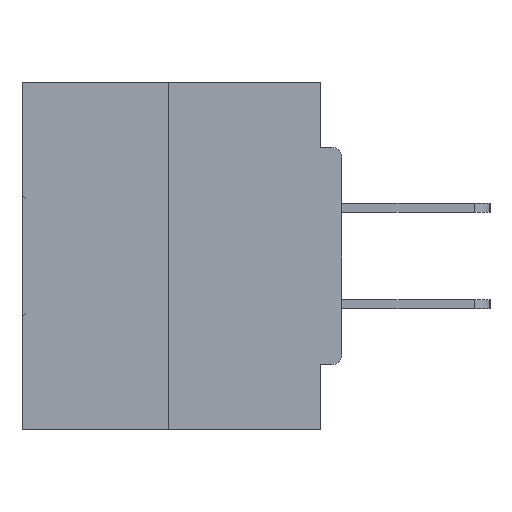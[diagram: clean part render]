
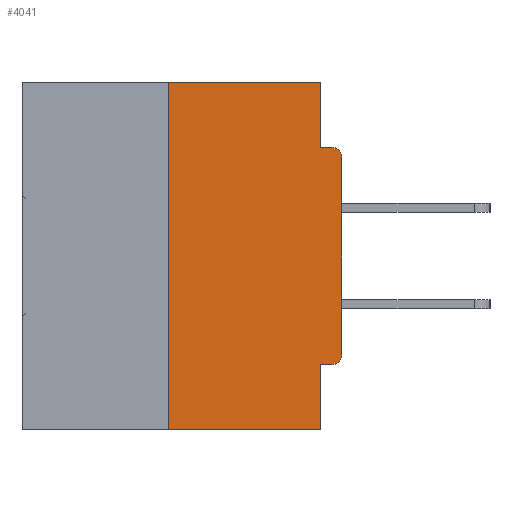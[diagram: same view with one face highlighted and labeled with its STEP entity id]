
A CAD part, left-side view. The second image highlights one B-rep face of the part: STEP entity #4041.
In plain terms, the highlighted planar face has unit normal (-1, 0, 0).
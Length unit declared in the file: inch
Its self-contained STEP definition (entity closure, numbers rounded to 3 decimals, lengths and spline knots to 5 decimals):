
#286 = FACE_OUTER_BOUND ( 'NONE', #27876, .T. ) ;
#392 = ORIENTED_EDGE ( 'NONE', *, *, #32842, .F. ) ;
#714 = CIRCLE ( 'NONE', #33928, 0.015 ) ;
#2088 = LINE ( 'NONE', #8844, #35765 ) ;
#2155 = CARTESIAN_POINT ( 'NONE',  ( 0., 0.015, -0.1085 ) ) ;
#2501 = VERTEX_POINT ( 'NONE', #24690 ) ;
#2892 = LINE ( 'NONE', #39089, #42691 ) ;
#2964 = DIRECTION ( 'NONE',  ( 0., -1., 0. ) ) ;
#3232 = DIRECTION ( 'NONE',  ( 0., 1., 0. ) ) ;
#3622 = DIRECTION ( 'NONE',  ( 0., 0., -1. ) ) ;
#4041 = ADVANCED_FACE ( 'NONE', ( #286 ), #16370, .F. ) ;
#4506 = AXIS2_PLACEMENT_3D ( 'NONE', #7861, #37752, #24147 ) ;
#4866 = ORIENTED_EDGE ( 'NONE', *, *, #18011, .F. ) ;
#5103 = ORIENTED_EDGE ( 'NONE', *, *, #39524, .F. ) ;
#5266 = EDGE_CURVE ( 'NONE', #16919, #12753, #714, .T. ) ;
#5588 = AXIS2_PLACEMENT_3D ( 'NONE', #6504, #32370, #9571 ) ;
#5749 = VERTEX_POINT ( 'NONE', #21009 ) ;
#6052 = ORIENTED_EDGE ( 'NONE', *, *, #5266, .T. ) ;
#6499 = EDGE_CURVE ( 'NONE', #36762, #25673, #16182, .T. ) ;
#6504 = CARTESIAN_POINT ( 'NONE',  ( 0., 0.46, 0. ) ) ;
#7861 = CARTESIAN_POINT ( 'NONE',  ( 0., 0.015, -0.3915 ) ) ;
#8567 = VERTEX_POINT ( 'NONE', #39842 ) ;
#8645 = VECTOR ( 'NONE', #3622, 39.37008 ) ;
#8844 = CARTESIAN_POINT ( 'NONE',  ( 0., 0.46, 0. ) ) ;
#9571 = DIRECTION ( 'NONE',  ( 0., 0., -1. ) ) ;
#12609 = VECTOR ( 'NONE', #30820, 39.37008 ) ;
#12753 = VERTEX_POINT ( 'NONE', #36086 ) ;
#13564 = DIRECTION ( 'NONE',  ( 0., 0., 1. ) ) ;
#13874 = CARTESIAN_POINT ( 'NONE',  ( 0., 0., 0. ) ) ;
#15672 = ORIENTED_EDGE ( 'NONE', *, *, #19110, .T. ) ;
#16182 = LINE ( 'NONE', #37814, #25959 ) ;
#16370 = PLANE ( 'NONE',  #5588 ) ;
#16474 = VECTOR ( 'NONE', #19228, 39.37008 ) ;
#16919 = VERTEX_POINT ( 'NONE', #36633 ) ;
#17024 = VECTOR ( 'NONE', #13564, 39.37008 ) ;
#18011 = EDGE_CURVE ( 'NONE', #5749, #12753, #2892, .T. ) ;
#19110 = EDGE_CURVE ( 'NONE', #22341, #23856, #27630, .T. ) ;
#19129 = DIRECTION ( 'NONE',  ( -1., 0., 0. ) ) ;
#19228 = DIRECTION ( 'NONE',  ( 0., 0., 1. ) ) ;
#21009 = CARTESIAN_POINT ( 'NONE',  ( 0., 0.031, -0.0935 ) ) ;
#21183 = ORIENTED_EDGE ( 'NONE', *, *, #6499, .T. ) ;
#21837 = DIRECTION ( 'NONE',  ( 0., -1., 0. ) ) ;
#22143 = ORIENTED_EDGE ( 'NONE', *, *, #36843, .F. ) ;
#22341 = VERTEX_POINT ( 'NONE', #24688 ) ;
#23067 = VERTEX_POINT ( 'NONE', #37575 ) ;
#23259 = CARTESIAN_POINT ( 'NONE',  ( 0., 0.031, -0.5 ) ) ;
#23708 = CARTESIAN_POINT ( 'NONE',  ( 0., 0.25, -0.5 ) ) ;
#23856 = VERTEX_POINT ( 'NONE', #30976 ) ;
#24134 = CARTESIAN_POINT ( 'NONE',  ( 0., 0.031, 0. ) ) ;
#24147 = DIRECTION ( 'NONE',  ( 0., 0., -1. ) ) ;
#24659 = DIRECTION ( 'NONE',  ( 0., -1., 0. ) ) ;
#24688 = CARTESIAN_POINT ( 'NONE',  ( 0., 0.015, -0.4065 ) ) ;
#24690 = CARTESIAN_POINT ( 'NONE',  ( 0., 0.031, -0.4065 ) ) ;
#25232 = LINE ( 'NONE', #25984, #16474 ) ;
#25673 = VERTEX_POINT ( 'NONE', #36752 ) ;
#25708 = LINE ( 'NONE', #13874, #17024 ) ;
#25736 = DIRECTION ( 'NONE',  ( 0., 0., -1. ) ) ;
#25959 = VECTOR ( 'NONE', #24659, 39.37008 ) ;
#25977 = ORIENTED_EDGE ( 'NONE', *, *, #30844, .F. ) ;
#25984 = CARTESIAN_POINT ( 'NONE',  ( 0., 0.25, 0. ) ) ;
#26967 = LINE ( 'NONE', #36653, #36307 ) ;
#27526 = EDGE_CURVE ( 'NONE', #23856, #16919, #25708, .T. ) ;
#27630 = CIRCLE ( 'NONE', #4506, 0.015 ) ;
#27876 = EDGE_LOOP ( 'NONE', ( #5103, #392, #21183, #22143, #25977, #15672, #31303, #6052, #4866, #42002 ) ) ;
#30329 = EDGE_CURVE ( 'NONE', #8567, #5749, #36350, .T. ) ;
#30820 = DIRECTION ( 'NONE',  ( 0., 0., -1. ) ) ;
#30844 = EDGE_CURVE ( 'NONE', #22341, #2501, #26967, .T. ) ;
#30976 = CARTESIAN_POINT ( 'NONE',  ( 0., 0., -0.3915 ) ) ;
#31303 = ORIENTED_EDGE ( 'NONE', *, *, #27526, .T. ) ;
#32370 = DIRECTION ( 'NONE',  ( 1., 0., 0. ) ) ;
#32842 = EDGE_CURVE ( 'NONE', #36762, #23067, #25232, .T. ) ;
#33928 = AXIS2_PLACEMENT_3D ( 'NONE', #2155, #19129, #25736 ) ;
#35765 = VECTOR ( 'NONE', #21837, 39.37008 ) ;
#36086 = CARTESIAN_POINT ( 'NONE',  ( 0., 0.015, -0.0935 ) ) ;
#36307 = VECTOR ( 'NONE', #3232, 39.37008 ) ;
#36350 = LINE ( 'NONE', #24134, #12609 ) ;
#36633 = CARTESIAN_POINT ( 'NONE',  ( 0., 0., -0.1085 ) ) ;
#36653 = CARTESIAN_POINT ( 'NONE',  ( 0., 0., -0.4065 ) ) ;
#36752 = CARTESIAN_POINT ( 'NONE',  ( 0., 0.031, -0.5 ) ) ;
#36762 = VERTEX_POINT ( 'NONE', #23708 ) ;
#36843 = EDGE_CURVE ( 'NONE', #2501, #25673, #38100, .T. ) ;
#37575 = CARTESIAN_POINT ( 'NONE',  ( 0., 0.25, 0. ) ) ;
#37752 = DIRECTION ( 'NONE',  ( -1., 0., 0. ) ) ;
#37814 = CARTESIAN_POINT ( 'NONE',  ( 0., 0.46, -0.5 ) ) ;
#38100 = LINE ( 'NONE', #23259, #8645 ) ;
#39089 = CARTESIAN_POINT ( 'NONE',  ( 0., 0., -0.0935 ) ) ;
#39524 = EDGE_CURVE ( 'NONE', #23067, #8567, #2088, .T. ) ;
#39842 = CARTESIAN_POINT ( 'NONE',  ( 0., 0.031, 0. ) ) ;
#42002 = ORIENTED_EDGE ( 'NONE', *, *, #30329, .F. ) ;
#42691 = VECTOR ( 'NONE', #2964, 39.37008 ) ;
